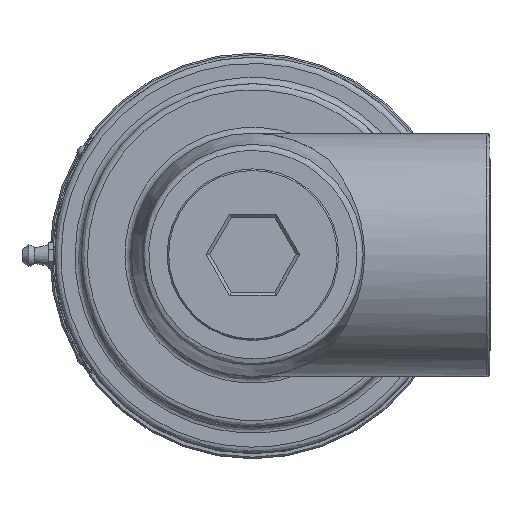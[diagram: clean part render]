
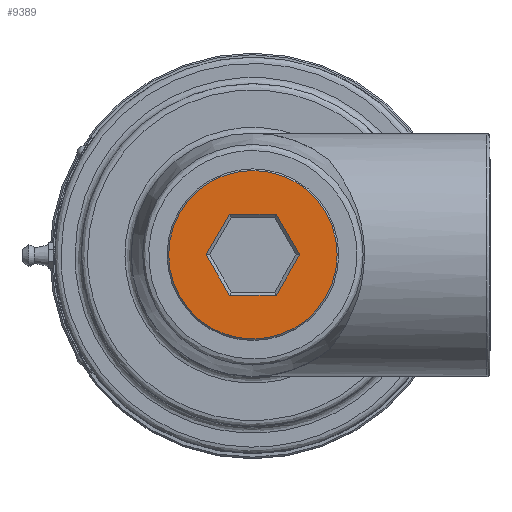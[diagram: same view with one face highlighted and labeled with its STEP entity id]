
A CAD part, top view. The second image highlights one B-rep face of the part: STEP entity #9389.
In plain terms, the highlighted planar face has unit normal (0, 0, 1).
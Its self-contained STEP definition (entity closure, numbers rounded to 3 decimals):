
#34 = DIRECTION ( 'NONE',  ( -0.5, -0.866, 0. ) ) ;
#218 = DIRECTION ( 'NONE',  ( 0.5, 0.866, 0. ) ) ;
#617 = DIRECTION ( 'NONE',  ( 0., 0., 1. ) ) ;
#717 = CARTESIAN_POINT ( 'NONE',  ( 0., 27., 188.5 ) ) ;
#963 = VECTOR ( 'NONE', #19657, 1000. ) ;
#1352 = EDGE_CURVE ( 'NONE', #11601, #13978, #11934, .T. ) ;
#1616 = LINE ( 'NONE', #21276, #21498 ) ;
#1996 = CARTESIAN_POINT ( 'NONE',  ( -15.011, 0., 188.5 ) ) ;
#2115 = VERTEX_POINT ( 'NONE', #11363 ) ;
#2128 = VECTOR ( 'NONE', #34, 1000. ) ;
#2242 = ORIENTED_EDGE ( 'NONE', *, *, #4580, .T. ) ;
#2250 = LINE ( 'NONE', #5549, #16681 ) ;
#2292 = ORIENTED_EDGE ( 'NONE', *, *, #22217, .T. ) ;
#2553 = FACE_OUTER_BOUND ( 'NONE', #7885, .T. ) ;
#4437 = VERTEX_POINT ( 'NONE', #717 ) ;
#4580 = EDGE_CURVE ( 'NONE', #2115, #20358, #17751, .T. ) ;
#5549 = CARTESIAN_POINT ( 'NONE',  ( 0., 13., 188.5 ) ) ;
#5557 = CARTESIAN_POINT ( 'NONE',  ( 15.011, 0., 188.5 ) ) ;
#5690 = DIRECTION ( 'NONE',  ( 0.5, -0.866, 0. ) ) ;
#6554 = ORIENTED_EDGE ( 'NONE', *, *, #19976, .T. ) ;
#6820 = EDGE_LOOP ( 'NONE', ( #15642, #9149, #2242, #21726, #6554, #2292 ) ) ;
#7885 = EDGE_LOOP ( 'NONE', ( #13246 ) ) ;
#8417 = LINE ( 'NONE', #5557, #2128 ) ;
#8831 = DIRECTION ( 'NONE',  ( 0., 0., -1. ) ) ;
#9149 = ORIENTED_EDGE ( 'NONE', *, *, #12624, .T. ) ;
#9389 = ADVANCED_FACE ( 'NONE', ( #22138, #2553 ), #17780, .T. ) ;
#9973 = CARTESIAN_POINT ( 'NONE',  ( 0., -13., 188.5 ) ) ;
#10317 = CARTESIAN_POINT ( 'NONE',  ( 7.506, -13., 188.5 ) ) ;
#10957 = CARTESIAN_POINT ( 'NONE',  ( -7.506, -13., 188.5 ) ) ;
#10975 = VECTOR ( 'NONE', #218, 1000. ) ;
#11363 = CARTESIAN_POINT ( 'NONE',  ( -15.011, 0., 188.5 ) ) ;
#11601 = VERTEX_POINT ( 'NONE', #10317 ) ;
#11934 = LINE ( 'NONE', #9973, #21687 ) ;
#12387 = AXIS2_PLACEMENT_3D ( 'NONE', #12568, #617, #14673 ) ;
#12568 = CARTESIAN_POINT ( 'NONE',  ( 0., 0., 188.5 ) ) ;
#12624 = EDGE_CURVE ( 'NONE', #13978, #2115, #22478, .T. ) ;
#12649 = DIRECTION ( 'NONE',  ( 1., 0., 0. ) ) ;
#13246 = ORIENTED_EDGE ( 'NONE', *, *, #22506, .F. ) ;
#13405 = DIRECTION ( 'NONE',  ( -1., 0., 0. ) ) ;
#13738 = VERTEX_POINT ( 'NONE', #17701 ) ;
#13978 = VERTEX_POINT ( 'NONE', #17913 ) ;
#14673 = DIRECTION ( 'NONE',  ( 1., 0., 0. ) ) ;
#15075 = EDGE_CURVE ( 'NONE', #20358, #13738, #2250, .T. ) ;
#15183 = CARTESIAN_POINT ( 'NONE',  ( 15.011, 0., 188.5 ) ) ;
#15642 = ORIENTED_EDGE ( 'NONE', *, *, #1352, .T. ) ;
#15881 = DIRECTION ( 'NONE',  ( 0., 1., 0. ) ) ;
#16681 = VECTOR ( 'NONE', #12649, 1000. ) ;
#17701 = CARTESIAN_POINT ( 'NONE',  ( 7.506, 13., 188.5 ) ) ;
#17751 = LINE ( 'NONE', #1996, #10975 ) ;
#17780 = PLANE ( 'NONE',  #12387 ) ;
#17913 = CARTESIAN_POINT ( 'NONE',  ( -7.506, -13., 188.5 ) ) ;
#18250 = VERTEX_POINT ( 'NONE', #15183 ) ;
#19657 = DIRECTION ( 'NONE',  ( -0.5, 0.866, 0. ) ) ;
#19976 = EDGE_CURVE ( 'NONE', #13738, #18250, #1616, .T. ) ;
#20358 = VERTEX_POINT ( 'NONE', #21942 ) ;
#20524 = CIRCLE ( 'NONE', #22213, 27. ) ;
#21272 = CARTESIAN_POINT ( 'NONE',  ( 0., 0., 188.5 ) ) ;
#21276 = CARTESIAN_POINT ( 'NONE',  ( 7.506, 13., 188.5 ) ) ;
#21498 = VECTOR ( 'NONE', #5690, 1000. ) ;
#21687 = VECTOR ( 'NONE', #13405, 1000. ) ;
#21726 = ORIENTED_EDGE ( 'NONE', *, *, #15075, .T. ) ;
#21942 = CARTESIAN_POINT ( 'NONE',  ( -7.506, 13., 188.5 ) ) ;
#22138 = FACE_BOUND ( 'NONE', #6820, .T. ) ;
#22213 = AXIS2_PLACEMENT_3D ( 'NONE', #21272, #8831, #15881 ) ;
#22217 = EDGE_CURVE ( 'NONE', #18250, #11601, #8417, .T. ) ;
#22478 = LINE ( 'NONE', #10957, #963 ) ;
#22506 = EDGE_CURVE ( 'NONE', #4437, #4437, #20524, .T. ) ;
